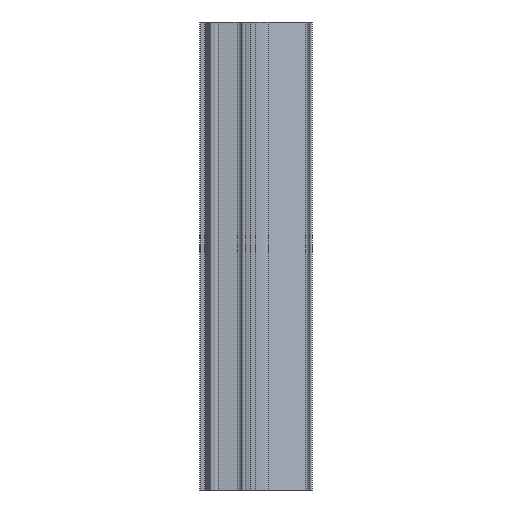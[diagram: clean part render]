
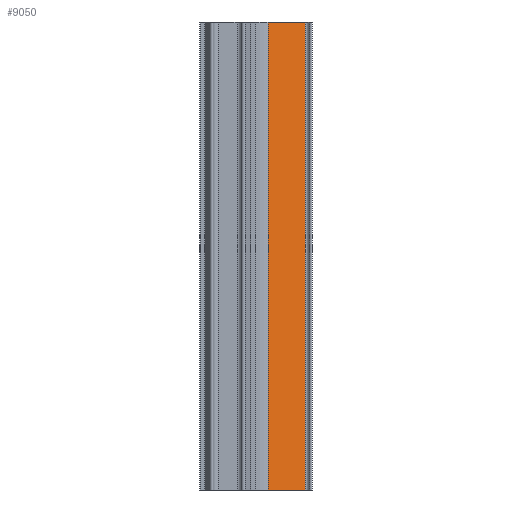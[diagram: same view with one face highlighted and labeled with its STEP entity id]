
A CAD part, front view. The second image highlights one B-rep face of the part: STEP entity #9050.
In plain terms, the highlighted planar face has unit normal (0.438, -0.899, 0).
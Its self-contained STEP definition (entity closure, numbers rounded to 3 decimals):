
#1810=CARTESIAN_POINT('',(8.63,-0.893,0.));
#1820=VERTEX_POINT('',#1810);
#1850=CARTESIAN_POINT('',(16.907,3.144,0.));
#1860=DIRECTION('',(-0.899,-0.438,0.));
#1870=VECTOR('',#1860,1.);
#1880=LINE('',#1850,#1870);
#1890=CARTESIAN_POINT('',(16.587,2.988,0.));
#1900=VERTEX_POINT('',#1890);
#1910=EDGE_CURVE('',#1900,#1820,#1880,.T.);
#6550=CARTESIAN_POINT('',(8.63,-0.893,100.));
#6560=VERTEX_POINT('',#6550);
#6590=CARTESIAN_POINT('',(8.63,-0.893,0.));
#6600=DIRECTION('',(0.,0.,1.));
#6610=VECTOR('',#6600,1.);
#6620=LINE('',#6590,#6610);
#6630=EDGE_CURVE('',#1820,#6560,#6620,.T.);
#8530=CARTESIAN_POINT('',(16.587,2.988,0.));
#8540=DIRECTION('',(0.,0.,1.));
#8550=VECTOR('',#8540,1.);
#8560=LINE('',#8530,#8550);
#8570=CARTESIAN_POINT('',(16.587,2.988,100.));
#8580=VERTEX_POINT('',#8570);
#8590=EDGE_CURVE('',#1900,#8580,#8560,.T.);
#8890=CARTESIAN_POINT('',(16.907,3.144,0.));
#8900=DIRECTION('',(0.438,-0.899,0.));
#8910=DIRECTION('',(-0.899,-0.438,0.));
#8920=AXIS2_PLACEMENT_3D('',#8890,#8900,#8910);
#8930=PLANE('',#8920);
#8940=ORIENTED_EDGE('',*,*,#8590,.T.);
#8950=ORIENTED_EDGE('',*,*,#1910,.F.);
#8960=ORIENTED_EDGE('',*,*,#6630,.F.);
#8970=CARTESIAN_POINT('',(0.,-5.102,100.));
#8980=DIRECTION('',(-0.899,-0.438,0.));
#8990=VECTOR('',#8980,1.);
#9000=LINE('',#8970,#8990);
#9010=EDGE_CURVE('',#8580,#6560,#9000,.T.);
#9020=ORIENTED_EDGE('',*,*,#9010,.T.);
#9030=EDGE_LOOP('',(#9020,#8960,#8950,#8940));
#9040=FACE_OUTER_BOUND('',#9030,.T.);
#9050=ADVANCED_FACE('',(#9040),#8930,.T.);
